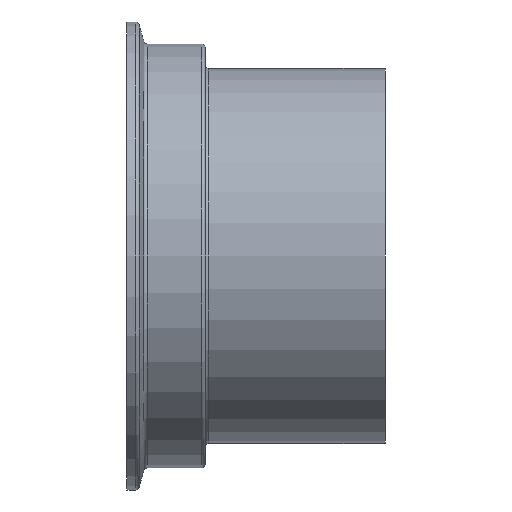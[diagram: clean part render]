
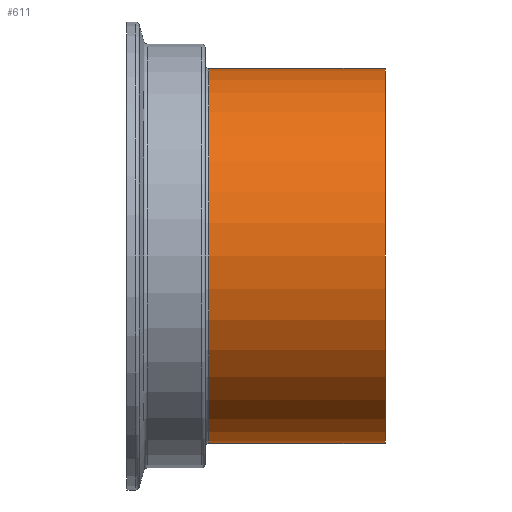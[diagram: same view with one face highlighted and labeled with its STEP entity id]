
A CAD part, front view. The second image highlights one B-rep face of the part: STEP entity #611.
In plain terms, the highlighted cylindrical face has radius 42.5 mm (diameter 85 mm), a partial arc.
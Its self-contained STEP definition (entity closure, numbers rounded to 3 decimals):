
#35 = EDGE_CURVE ( 'NONE', #756, #487, #319, .T. ) ;
#63 = CYLINDRICAL_SURFACE ( 'NONE', #713, 42.5 ) ;
#64 = CARTESIAN_POINT ( 'NONE',  ( -172.678, -15.635, 42.5 ) ) ;
#82 = VECTOR ( 'NONE', #301, 1000. ) ;
#122 = CARTESIAN_POINT ( 'NONE',  ( -172.678, -15.635, 0. ) ) ;
#129 = EDGE_CURVE ( 'NONE', #154, #266, #478, .T. ) ;
#154 = VERTEX_POINT ( 'NONE', #510 ) ;
#181 = LINE ( 'NONE', #64, #82 ) ;
#233 = CARTESIAN_POINT ( 'NONE',  ( 8.12, -15.635, 42.5 ) ) ;
#248 = EDGE_CURVE ( 'NONE', #266, #487, #181, .T. ) ;
#266 = VERTEX_POINT ( 'NONE', #305 ) ;
#272 = DIRECTION ( 'NONE',  ( -1., 0., 0. ) ) ;
#283 = LINE ( 'NONE', #387, #737 ) ;
#301 = DIRECTION ( 'NONE',  ( -1., 0., 0. ) ) ;
#305 = CARTESIAN_POINT ( 'NONE',  ( 48.12, -15.635, 42.5 ) ) ;
#319 = CIRCLE ( 'NONE', #528, 42.5 ) ;
#325 = ORIENTED_EDGE ( 'NONE', *, *, #248, .T. ) ;
#338 = CARTESIAN_POINT ( 'NONE',  ( 8.12, -15.635, 0. ) ) ;
#359 = EDGE_CURVE ( 'NONE', #154, #756, #283, .T. ) ;
#361 = DIRECTION ( 'NONE',  ( -1., 0., 0. ) ) ;
#383 = EDGE_LOOP ( 'NONE', ( #580, #544, #325, #454 ) ) ;
#387 = CARTESIAN_POINT ( 'NONE',  ( -172.678, -15.635, -42.5 ) ) ;
#452 = DIRECTION ( 'NONE',  ( 0., 0., 1. ) ) ;
#454 = ORIENTED_EDGE ( 'NONE', *, *, #35, .F. ) ;
#478 = CIRCLE ( 'NONE', #600, 42.5 ) ;
#487 = VERTEX_POINT ( 'NONE', #233 ) ;
#490 = FACE_OUTER_BOUND ( 'NONE', #383, .T. ) ;
#505 = CARTESIAN_POINT ( 'NONE',  ( 48.12, -15.635, 0. ) ) ;
#510 = CARTESIAN_POINT ( 'NONE',  ( 48.12, -15.635, -42.5 ) ) ;
#522 = DIRECTION ( 'NONE',  ( -1., 0., 0. ) ) ;
#527 = DIRECTION ( 'NONE',  ( 0., 0., 1. ) ) ;
#528 = AXIS2_PLACEMENT_3D ( 'NONE', #338, #578, #527 ) ;
#542 = DIRECTION ( 'NONE',  ( 0., 0., 1. ) ) ;
#544 = ORIENTED_EDGE ( 'NONE', *, *, #129, .T. ) ;
#578 = DIRECTION ( 'NONE',  ( -1., 0., 0. ) ) ;
#580 = ORIENTED_EDGE ( 'NONE', *, *, #359, .F. ) ;
#600 = AXIS2_PLACEMENT_3D ( 'NONE', #505, #522, #452 ) ;
#611 = ADVANCED_FACE ( 'NONE', ( #490 ), #63, .T. ) ;
#645 = CARTESIAN_POINT ( 'NONE',  ( 8.12, -15.635, -42.5 ) ) ;
#713 = AXIS2_PLACEMENT_3D ( 'NONE', #122, #361, #542 ) ;
#737 = VECTOR ( 'NONE', #272, 1000. ) ;
#756 = VERTEX_POINT ( 'NONE', #645 ) ;
